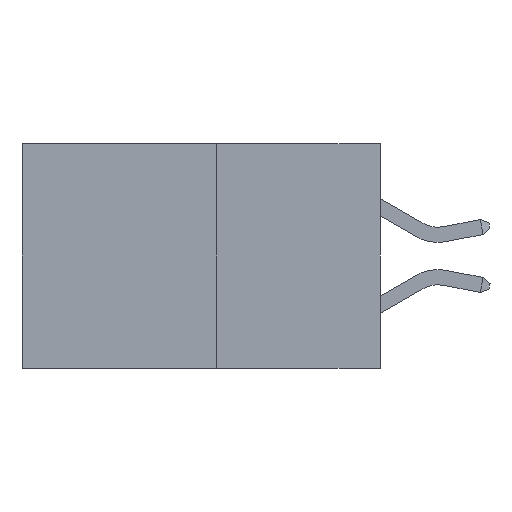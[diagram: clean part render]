
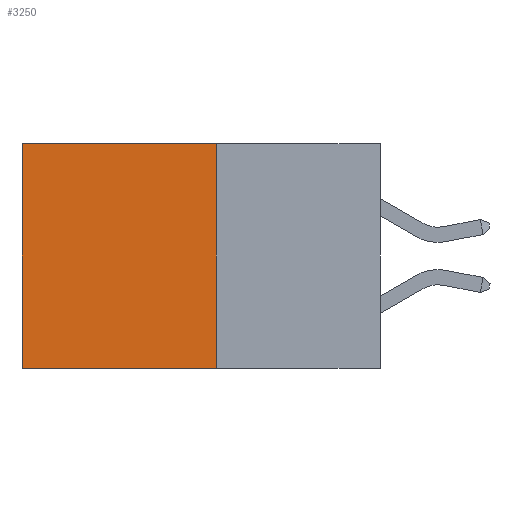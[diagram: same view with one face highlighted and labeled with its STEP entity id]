
A CAD part, left-side view. The second image highlights one B-rep face of the part: STEP entity #3250.
In plain terms, the highlighted planar face has unit normal (-1, 0, 0).
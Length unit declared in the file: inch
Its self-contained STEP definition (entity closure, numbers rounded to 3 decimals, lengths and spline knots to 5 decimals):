
#311 = CARTESIAN_POINT ( 'NONE',  ( 0.277, 0.27, 0. ) ) ;
#381 = VERTEX_POINT ( 'NONE', #1003 ) ;
#635 = CARTESIAN_POINT ( 'NONE',  ( 0.277, 0.59, 0. ) ) ;
#849 = AXIS2_PLACEMENT_3D ( 'NONE', #7900, #9034, #8836 ) ;
#920 = DIRECTION ( 'NONE',  ( 0., 0., -1. ) ) ;
#1003 = CARTESIAN_POINT ( 'NONE',  ( 0.277, 0.27, -0.37 ) ) ;
#1006 = CARTESIAN_POINT ( 'NONE',  ( 0.277, 0.27, 0. ) ) ;
#1212 = VECTOR ( 'NONE', #5659, 39.37008 ) ;
#1594 = EDGE_LOOP ( 'NONE', ( #3501, #8993, #3730, #9177 ) ) ;
#2147 = VECTOR ( 'NONE', #3634, 39.37008 ) ;
#3183 = VERTEX_POINT ( 'NONE', #1006 ) ;
#3250 = ADVANCED_FACE ( 'NONE', ( #5321 ), #8170, .F. ) ;
#3287 = LINE ( 'NONE', #311, #1212 ) ;
#3501 = ORIENTED_EDGE ( 'NONE', *, *, #3507, .T. ) ;
#3507 = EDGE_CURVE ( 'NONE', #4323, #6447, #6375, .T. ) ;
#3634 = DIRECTION ( 'NONE',  ( 0., 0., -1. ) ) ;
#3730 = ORIENTED_EDGE ( 'NONE', *, *, #5405, .F. ) ;
#3819 = CARTESIAN_POINT ( 'NONE',  ( 0.277, 0.59, -0.37 ) ) ;
#4323 = VERTEX_POINT ( 'NONE', #635 ) ;
#4347 = EDGE_CURVE ( 'NONE', #381, #6447, #7553, .T. ) ;
#4709 = CARTESIAN_POINT ( 'NONE',  ( 0.277, 0.27, -0.37 ) ) ;
#5321 = FACE_OUTER_BOUND ( 'NONE', #1594, .T. ) ;
#5405 = EDGE_CURVE ( 'NONE', #3183, #381, #8552, .T. ) ;
#5659 = DIRECTION ( 'NONE',  ( 0., 1., 0. ) ) ;
#6375 = LINE ( 'NONE', #3819, #2147 ) ;
#6447 = VERTEX_POINT ( 'NONE', #8498 ) ;
#6913 = VECTOR ( 'NONE', #920, 39.37008 ) ;
#7253 = EDGE_CURVE ( 'NONE', #3183, #4323, #3287, .T. ) ;
#7553 = LINE ( 'NONE', #8960, #9131 ) ;
#7900 = CARTESIAN_POINT ( 'NONE',  ( 0.277, 0.27, -0.37 ) ) ;
#8170 = PLANE ( 'NONE',  #849 ) ;
#8498 = CARTESIAN_POINT ( 'NONE',  ( 0.277, 0.59, -0.37 ) ) ;
#8552 = LINE ( 'NONE', #4709, #6913 ) ;
#8836 = DIRECTION ( 'NONE',  ( 0., 0., -1. ) ) ;
#8960 = CARTESIAN_POINT ( 'NONE',  ( 0.277, 0.27, -0.37 ) ) ;
#8993 = ORIENTED_EDGE ( 'NONE', *, *, #4347, .F. ) ;
#9034 = DIRECTION ( 'NONE',  ( 1., 0., 0. ) ) ;
#9074 = DIRECTION ( 'NONE',  ( 0., 1., 0. ) ) ;
#9131 = VECTOR ( 'NONE', #9074, 39.37008 ) ;
#9177 = ORIENTED_EDGE ( 'NONE', *, *, #7253, .T. ) ;
